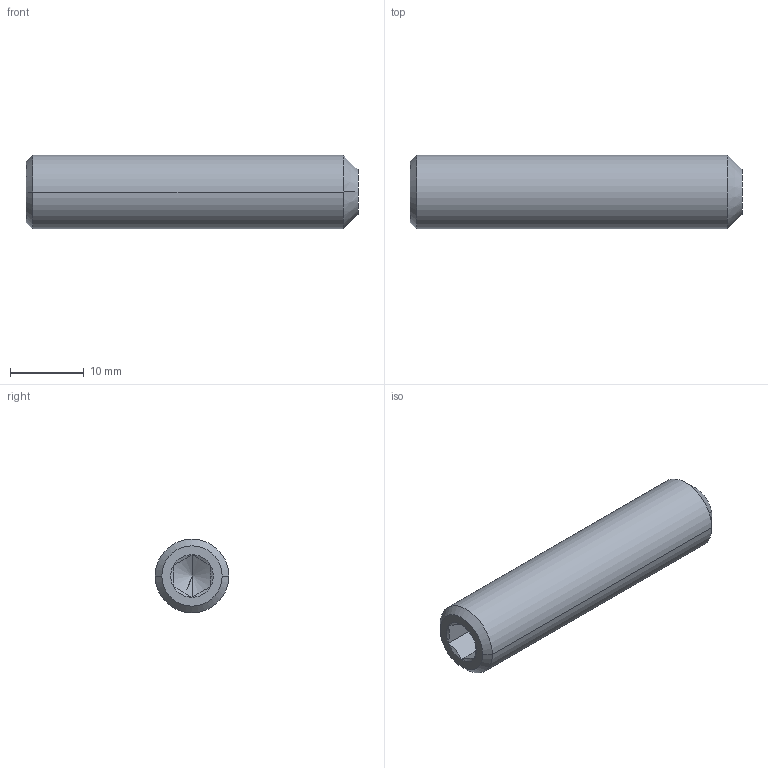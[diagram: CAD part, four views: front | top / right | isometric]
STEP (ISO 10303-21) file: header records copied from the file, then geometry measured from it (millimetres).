
FILE_DESCRIPTION(/* description */ ('Alibre Inc.'),/* implementation_level */ '2;1');
FILE_NAME(/* name */ 'export-4909F972-66E8-45B2-8A24-3750BBC67FBB',/* time_stamp */ '2022-10-18T17:01:16+02:00',/* author */ (''),/* organization */ (''),/* preprocessor_version */ 'ST-DEVELOPER v17',/* originating_system */ 'Alibre',/* authorisation */ '');
FILE_SCHEMA (('AUTOMOTIVE_DESIGN'));
Length unit declared in the file: millimetre
Products named in the file (1): 6091 M10x45 DIN 916 RVS A2 - Hexagon socket set screws
Bounding box: 45 x 10 x 10 mm (x, y, z)
Volume: 3304.4 mm3; surface area: 1634.8 mm2
Topology: 1 solids, 1 shells, 25 faces, 51 edges, 26 vertices
Faces by surface type: cone 15, plane 8, cylinder 2
Entity records: 610 total; most frequent: CARTESIAN_POINT 112, DIRECTION 99, ORIENTED_EDGE 94, EDGE_CURVE 47, AXIS2_PLACEMENT_3D 42, EDGE_LOOP 27, FACE_BOUND 27, VERTEX_POINT 26
